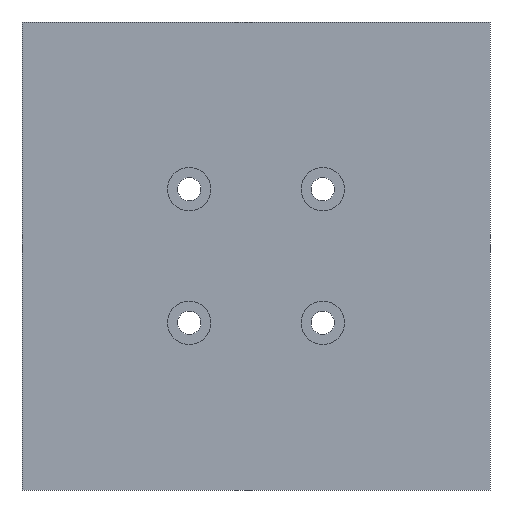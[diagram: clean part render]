
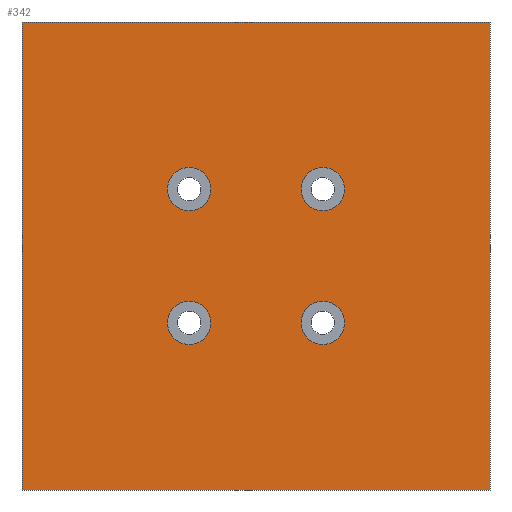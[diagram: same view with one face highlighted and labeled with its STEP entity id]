
A CAD part, front view. The second image highlights one B-rep face of the part: STEP entity #342.
In plain terms, the highlighted planar face has unit normal (0, -1, 0).
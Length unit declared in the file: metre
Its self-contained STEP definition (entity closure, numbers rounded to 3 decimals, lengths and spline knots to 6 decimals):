
#20=CIRCLE('',#379,0.00325);
#21=CIRCLE('',#380,0.00325);
#22=CIRCLE('',#381,0.00325);
#23=CIRCLE('',#382,0.00325);
#52=ORIENTED_EDGE('',*,*,#130,.F.);
#53=ORIENTED_EDGE('',*,*,#124,.F.);
#54=ORIENTED_EDGE('',*,*,#131,.F.);
#55=ORIENTED_EDGE('',*,*,#128,.T.);
#56=ORIENTED_EDGE('',*,*,#132,.F.);
#57=ORIENTED_EDGE('',*,*,#133,.F.);
#58=ORIENTED_EDGE('',*,*,#134,.F.);
#59=ORIENTED_EDGE('',*,*,#135,.F.);
#124=EDGE_CURVE('',#164,#165,#196,.T.);
#128=EDGE_CURVE('',#167,#166,#200,.T.);
#130=EDGE_CURVE('',#165,#166,#202,.T.);
#131=EDGE_CURVE('',#167,#164,#203,.T.);
#132=EDGE_CURVE('',#168,#168,#20,.T.);
#133=EDGE_CURVE('',#169,#169,#21,.T.);
#134=EDGE_CURVE('',#170,#170,#22,.T.);
#135=EDGE_CURVE('',#171,#171,#23,.T.);
#164=VERTEX_POINT('',#538);
#165=VERTEX_POINT('',#539);
#166=VERTEX_POINT('',#544);
#167=VERTEX_POINT('',#546);
#168=VERTEX_POINT('',#552);
#169=VERTEX_POINT('',#554);
#170=VERTEX_POINT('',#556);
#171=VERTEX_POINT('',#558);
#196=LINE('',#537,#220);
#200=LINE('',#545,#224);
#202=LINE('',#549,#226);
#203=LINE('',#550,#227);
#220=VECTOR('',#428,1.);
#224=VECTOR('',#434,1.);
#226=VECTOR('',#438,1.);
#227=VECTOR('',#439,1.);
#240=EDGE_LOOP('',(#52,#53,#54,#55));
#241=EDGE_LOOP('',(#56));
#242=EDGE_LOOP('',(#57));
#243=EDGE_LOOP('',(#58));
#244=EDGE_LOOP('',(#59));
#284=FACE_BOUND('',#240,.T.);
#285=FACE_BOUND('',#241,.T.);
#286=FACE_BOUND('',#242,.T.);
#287=FACE_BOUND('',#243,.T.);
#288=FACE_BOUND('',#244,.T.);
#327=PLANE('',#378);
#342=ADVANCED_FACE('',(#284,#285,#286,#287,#288),#327,.T.);
#378=AXIS2_PLACEMENT_3D('',#548,#436,#437);
#379=AXIS2_PLACEMENT_3D('',#551,#440,#441);
#380=AXIS2_PLACEMENT_3D('',#553,#442,#443);
#381=AXIS2_PLACEMENT_3D('',#555,#444,#445);
#382=AXIS2_PLACEMENT_3D('',#557,#446,#447);
#428=DIRECTION('',(0.,0.,-1.));
#434=DIRECTION('',(0.,0.,-1.));
#436=DIRECTION('',(0.,-1.,0.));
#437=DIRECTION('',(1.,0.,0.));
#438=DIRECTION('',(-1.,0.,0.));
#439=DIRECTION('',(1.,0.,0.));
#440=DIRECTION('',(0.,-1.,0.));
#441=DIRECTION('',(0.,0.,-1.));
#442=DIRECTION('',(0.,-1.,0.));
#443=DIRECTION('',(0.,0.,-1.));
#444=DIRECTION('',(0.,-1.,0.));
#445=DIRECTION('',(0.,0.,-1.));
#446=DIRECTION('',(0.,-1.,0.));
#447=DIRECTION('',(0.,0.,-1.));
#537=CARTESIAN_POINT('',(0.035,-0.007,0.));
#538=CARTESIAN_POINT('',(0.035,-0.007,0.035));
#539=CARTESIAN_POINT('',(0.035,-0.007,-0.035));
#544=CARTESIAN_POINT('',(-0.035,-0.007,-0.035));
#545=CARTESIAN_POINT('',(-0.035,-0.007,0.));
#546=CARTESIAN_POINT('',(-0.035,-0.007,0.035));
#548=CARTESIAN_POINT('',(0.,-0.007,0.));
#549=CARTESIAN_POINT('',(0.08125,-0.007,-0.035));
#550=CARTESIAN_POINT('',(0.,-0.007,0.035));
#551=CARTESIAN_POINT('',(-0.01,-0.007,-0.01));
#552=CARTESIAN_POINT('',(-0.01,-0.007,-0.01325));
#553=CARTESIAN_POINT('',(0.01,-0.007,-0.01));
#554=CARTESIAN_POINT('',(0.01,-0.007,-0.01325));
#555=CARTESIAN_POINT('',(0.01,-0.007,0.01));
#556=CARTESIAN_POINT('',(0.01,-0.007,0.00675));
#557=CARTESIAN_POINT('',(-0.01,-0.007,0.01));
#558=CARTESIAN_POINT('',(-0.01,-0.007,0.00675));
